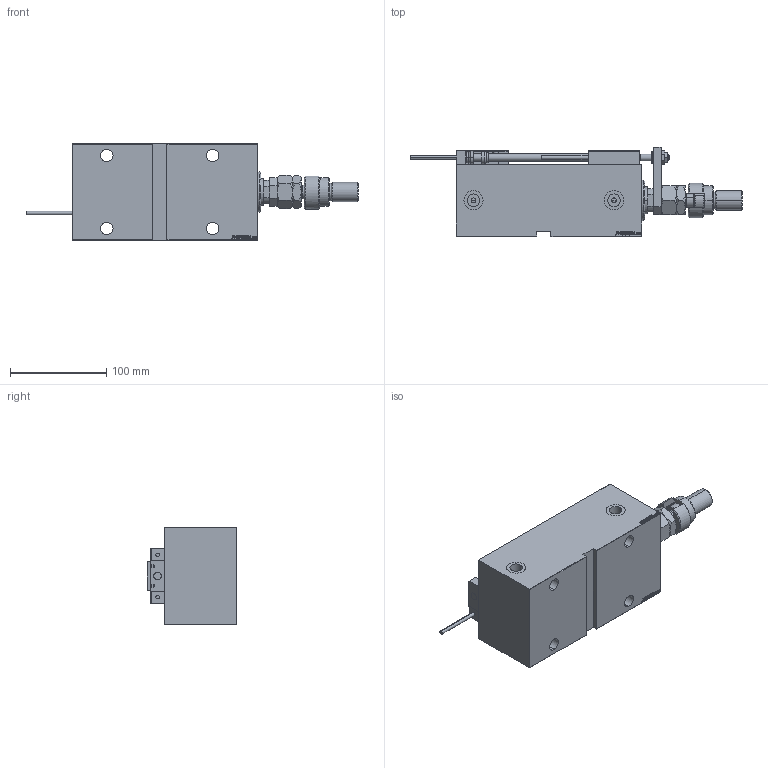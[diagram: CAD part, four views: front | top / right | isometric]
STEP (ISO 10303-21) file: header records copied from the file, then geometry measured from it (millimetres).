
FILE_DESCRIPTION (( 'STEP AP203' ), '1' );
FILE_NAME ('c34d.STEP', '2021-11-01T20:20:39', ( '' ), ( '' ), 'SwSTEP 2.0', 'SolidWorks 2019', '' );
FILE_SCHEMA (( 'CONFIG_CONTROL_DESIGN' ));
Length unit declared in the file: millimetre
Products named in the file (19): ALLEN BOLT D8 ddf2a35f7893bb4086ed9ad9d12b6c03; NUT_D10 ddf2a35f7893bb4086ed9ad9d12b6c03; SWITCH DIM B,W ddf2a35f7893bb4086ed9ad9d12b6c03; V450CM_E_VCP ddf2a35f7893bb4086ed9ad9d12b6c03; NUT_D12 ddf2a35f7893bb4086ed9ad9d12b6c03; FEMALE_PART_FOR_DFA ddf2a35f7893bb4086ed9ad9d12b6c03; V450CM_VC_B ddf2a35f7893bb4086ed9ad9d12b6c03; MFA ddf2a35f7893bb4086ed9ad9d12b6c03; SWITCH_X_FRONT_BACK ddf2a35f7893bb4086ed9ad9d12b6c03; TYC_L79 ddf2a35f7893bb4086ed9ad9d12b6c03; c34d; ZARAZKA ddf2a35f7893bb4086ed9ad9d12b6c03; SWITCH X ddf2a35f7893bb4086ed9ad9d12b6c03; V450CM_E ddf2a35f7893bb4086ed9ad9d12b6c03; MAGNET ddf2a35f7893bb4086ed9ad9d12b6c03; Block ddf2a35f7893bb4086ed9ad9d12b6c03; KONCOVKA ddf2a35f7893bb4086ed9ad9d12b6c03; X_Y_DFA ddf2a35f7893bb4086ed9ad9d12b6c03; ALLEN BOLT D5 ddf2a35f7893bb4086ed9ad9d12b6c03
Assembly tree (28 placements, depth 3):
  c34d
    V450CM_E ddf2a35f7893bb4086ed9ad9d12b6c03
    V450CM_E_VCP ddf2a35f7893bb4086ed9ad9d12b6c03
    V450CM_VC_B ddf2a35f7893bb4086ed9ad9d12b6c03
    SWITCH X ddf2a35f7893bb4086ed9ad9d12b6c03
      SWITCH_X_FRONT_BACK ddf2a35f7893bb4086ed9ad9d12b6c03  x2
      TYC_L79 ddf2a35f7893bb4086ed9ad9d12b6c03
      Block ddf2a35f7893bb4086ed9ad9d12b6c03  x2
      ALLEN BOLT D5 ddf2a35f7893bb4086ed9ad9d12b6c03  x4
      ALLEN BOLT D8 ddf2a35f7893bb4086ed9ad9d12b6c03  x4
      MAGNET ddf2a35f7893bb4086ed9ad9d12b6c03  x2
      KONCOVKA ddf2a35f7893bb4086ed9ad9d12b6c03  x2
    SWITCH DIM B,W ddf2a35f7893bb4086ed9ad9d12b6c03
    ZARAZKA ddf2a35f7893bb4086ed9ad9d12b6c03
    NUT_D10 ddf2a35f7893bb4086ed9ad9d12b6c03
    NUT_D12 ddf2a35f7893bb4086ed9ad9d12b6c03
    X_Y_DFA ddf2a35f7893bb4086ed9ad9d12b6c03
      FEMALE_PART_FOR_DFA ddf2a35f7893bb4086ed9ad9d12b6c03
      MFA ddf2a35f7893bb4086ed9ad9d12b6c03
Bounding box: 345 x 92.5 x 100 mm (x, y, z)
Volume: 1308813.3 mm3; surface area: 204539.7 mm2
Topology: 26 solids, 26 shells, 1399 faces, 3329 edges, 2116 vertices
Faces by surface type: plane 605, bspline 380, cylinder 209, cone 153, torus 48, sphere 4
Entity records: 53599 total; most frequent: CARTESIAN_POINT 26380, ORIENTED_EDGE 5678, DIRECTION 3988, EDGE_CURVE 2839, VERTEX_POINT 1840, LINE 1584, VECTOR 1584, EDGE_LOOP 1317
